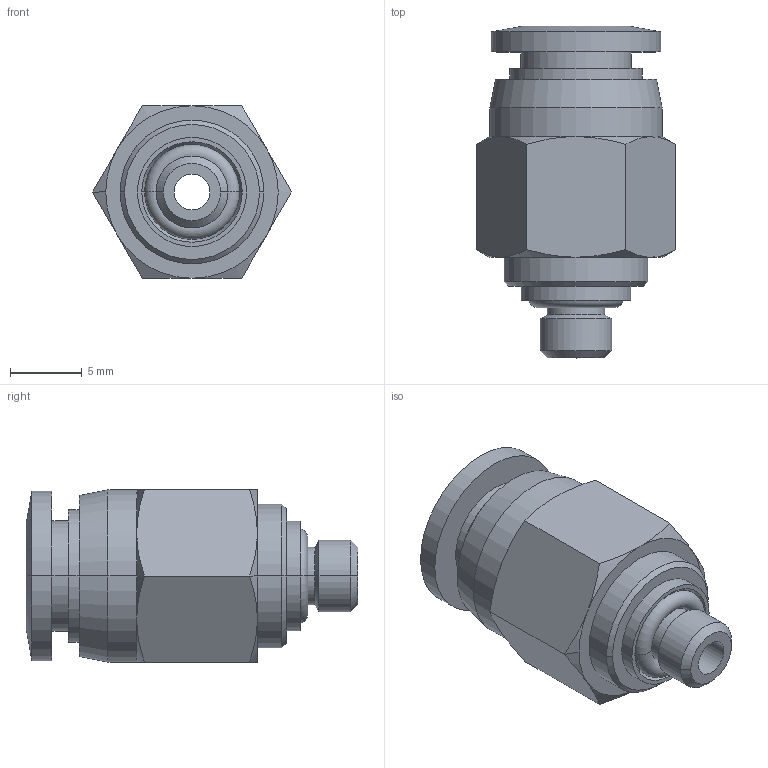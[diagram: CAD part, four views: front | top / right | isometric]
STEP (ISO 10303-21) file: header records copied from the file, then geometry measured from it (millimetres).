
FILE_DESCRIPTION (( 'STEP AP214' ), '1' );
FILE_NAME ('MS6M-M5.step', '2019-07-30T13:19:40', ( '' ), ( '' ), 'SwSTEP 2.0', 'SolidWorks 2018', '' );
FILE_SCHEMA (( 'AUTOMOTIVE_DESIGN' ));
Length unit declared in the file: inch
Products named in the file (1): MS6M-M5
Bounding box: 13.86 x 23.1 x 12 mm (x, y, z)
Volume: 1500.5 mm3; surface area: 1544.8 mm2
Topology: 2 solids, 2 shells, 69 faces, 143 edges, 85 vertices
Faces by surface type: cone 26, cylinder 20, plane 16, torus 4, bspline 3
Entity records: 2075 total; most frequent: CARTESIAN_POINT 565, DIRECTION 320, ORIENTED_EDGE 286, EDGE_CURVE 143, AXIS2_PLACEMENT_3D 140, VERTEX_POINT 85, EDGE_LOOP 80, CIRCLE 73
